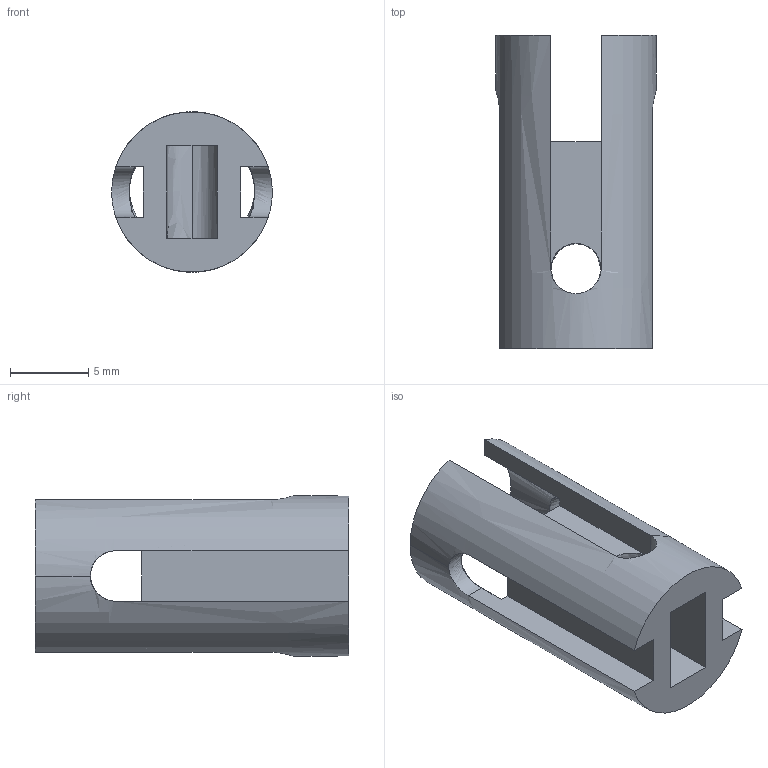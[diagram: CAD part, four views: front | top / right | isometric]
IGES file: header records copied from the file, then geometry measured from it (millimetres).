
Start section:  PTC IGES file: a-866.igs
Global section: file name: a-866.igs; native system: Creo Parametric by PTC Inc.; preprocessor: 2021284; author: Student; organization: Unknown; date: 20211206.163151; units: millimetre
Bounding box: 10.25 x 20 x 10.25 mm (x, y, z)
Surface area: 1123.9 mm2 (no closed solid volume)
Topology: 0 solids, 0 shells, 28 faces, 206 edges, 206 vertices
Faces by surface type: bspline 20, revolution 8
